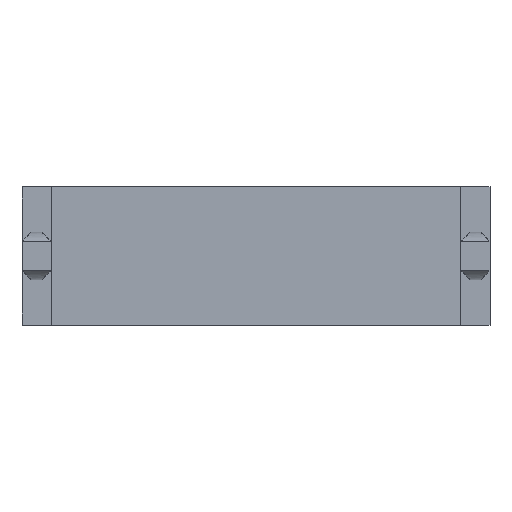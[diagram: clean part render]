
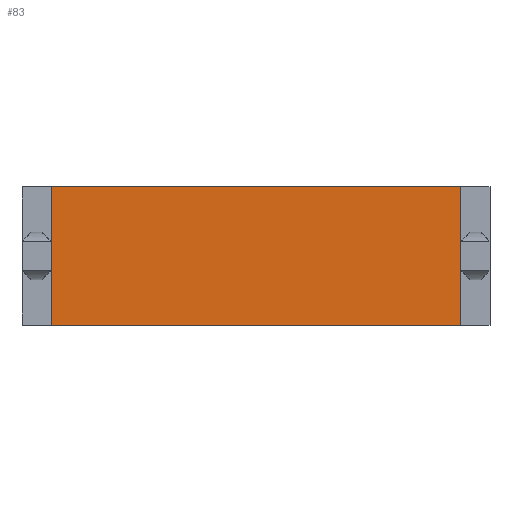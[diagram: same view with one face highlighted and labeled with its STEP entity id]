
A CAD part, front view. The second image highlights one B-rep face of the part: STEP entity #83.
In plain terms, the highlighted planar face has unit normal (0, -1, 0).
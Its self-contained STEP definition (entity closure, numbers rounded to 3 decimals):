
#83=ADVANCED_FACE('',(#163),#164,.T.);
#163=FACE_OUTER_BOUND('',#247,.T.);
#164=PLANE('',#248);
#247=EDGE_LOOP('',(#540,#541,#542,#543));
#248=AXIS2_PLACEMENT_3D('',#544,#545,#546);
#540=ORIENTED_EDGE('',*,*,#637,.T.);
#541=ORIENTED_EDGE('',*,*,#656,.F.);
#542=ORIENTED_EDGE('',*,*,#665,.F.);
#543=ORIENTED_EDGE('',*,*,#604,.T.);
#544=CARTESIAN_POINT('',(-7.115,22.77,-2.4));
#545=DIRECTION('',(0.0,-1.0,0.0));
#546=DIRECTION('',(0.0,0.0,-1.0));
#604=EDGE_CURVE('',#722,#720,#723,.T.);
#637=EDGE_CURVE('',#720,#775,#777,.T.);
#656=EDGE_CURVE('',#803,#775,#805,.T.);
#665=EDGE_CURVE('',#722,#803,#816,.T.);
#720=VERTEX_POINT('',#1004);
#722=VERTEX_POINT('',#1007);
#723=LINE('',#1008,#1009);
#775=VERTEX_POINT('',#1170);
#777=LINE('',#1173,#1174);
#803=VERTEX_POINT('',#1243);
#805=LINE('',#1246,#1247);
#816=LINE('',#1266,#1267);
#1004=CARTESIAN_POINT('',(7.115,22.77,-2.4));
#1007=CARTESIAN_POINT('',(-7.115,22.77,-2.4));
#1008=CARTESIAN_POINT('',(-7.115,22.77,-2.4));
#1009=VECTOR('',#1300,14.23);
#1170=CARTESIAN_POINT('',(7.115,22.77,2.4));
#1173=CARTESIAN_POINT('',(7.115,22.77,-2.4));
#1174=VECTOR('',#1327,4.8);
#1243=CARTESIAN_POINT('',(-7.115,22.77,2.4));
#1246=CARTESIAN_POINT('',(-7.115,22.77,2.4));
#1247=VECTOR('',#1344,14.23);
#1266=CARTESIAN_POINT('',(-7.115,22.77,-2.4));
#1267=VECTOR('',#1353,4.8);
#1300=DIRECTION('',(1.0,0.0,0.0));
#1327=DIRECTION('',(0.0,0.0,1.0));
#1344=DIRECTION('',(1.0,0.0,0.0));
#1353=DIRECTION('',(0.0,0.0,1.0));
